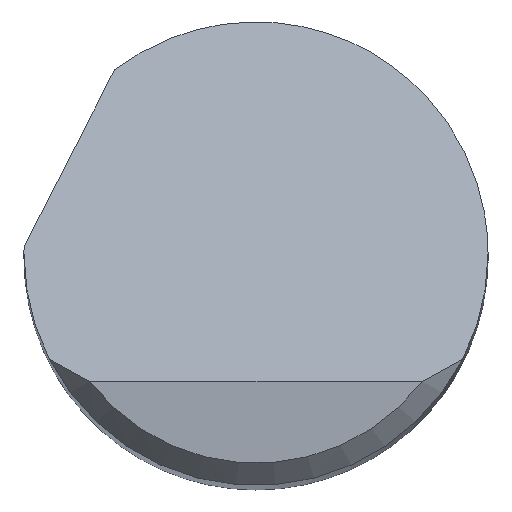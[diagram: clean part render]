
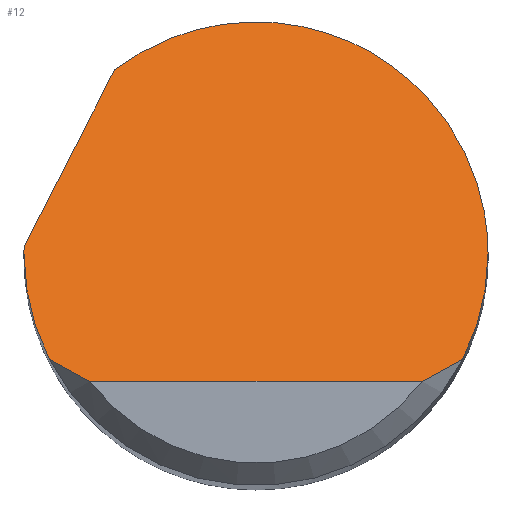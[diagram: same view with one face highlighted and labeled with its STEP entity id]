
A CAD part, top view. The second image highlights one B-rep face of the part: STEP entity #12.
In plain terms, the highlighted planar face has unit normal (0, 0.707, 0.707).
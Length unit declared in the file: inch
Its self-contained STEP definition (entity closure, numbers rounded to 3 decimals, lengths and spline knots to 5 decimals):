
#1 = CARTESIAN_POINT ( 'NONE',  ( 0., -0.08625, 3. ) ) ;
#12 = ADVANCED_FACE ( 'NONE', ( #327 ), #222, .F. ) ;
#14 = VERTEX_POINT ( 'NONE', #487 ) ;
#18 = ORIENTED_EDGE ( 'NONE', *, *, #281, .T. ) ;
#28 = CARTESIAN_POINT ( 'NONE',  ( -0.15622, 0.00333, 2.91042 ) ) ;
#31 = EDGE_CURVE ( 'NONE', #368, #100, #596, .T. ) ;
#85 =( BOUNDED_CURVE ( )  B_SPLINE_CURVE ( 3, ( #397, #554, #182, #391 ),
 .UNSPECIFIED., .F., .F. ) 
 B_SPLINE_CURVE_WITH_KNOTS ( ( 4, 4 ),
 ( 5.62792, 7.85398 ),
 .UNSPECIFIED. ) 
 CURVE ( )  GEOMETRIC_REPRESENTATION_ITEM ( )  RATIONAL_B_SPLINE_CURVE ( ( 1., 0.628, 0.628, 1. ) ) 
 REPRESENTATION_ITEM ( '' )  );
#86 = CARTESIAN_POINT ( 'NONE',  ( -0.09521, 0.12389, 2.78986 ) ) ;
#98 = CARTESIAN_POINT ( 'NONE',  ( 0.15625, 0., 2.91375 ) ) ;
#100 = VERTEX_POINT ( 'NONE', #180 ) ;
#102 = EDGE_CURVE ( 'NONE', #247, #698, #499, .T. ) ;
#150 = CARTESIAN_POINT ( 'NONE',  ( -0.15625, 0., 2.91375 ) ) ;
#151 = ORIENTED_EDGE ( 'NONE', *, *, #639, .F. ) ;
#164 = CARTESIAN_POINT ( 'NONE',  ( 0.13906, -0.07125, 2.985 ) ) ;
#169 = DIRECTION ( 'NONE',  ( 0., -0.707, -0.707 ) ) ;
#177 = CARTESIAN_POINT ( 'NONE',  ( 0.15625, 0., 2.91375 ) ) ;
#180 = CARTESIAN_POINT ( 'NONE',  ( -0.11186, -0.08625, 3. ) ) ;
#182 = CARTESIAN_POINT ( 'NONE',  ( 0.15625, 0.1488, 2.76495 ) ) ;
#201 = DIRECTION ( 'NONE',  ( 0.341, 0.665, -0.665 ) ) ;
#222 = PLANE ( 'NONE',  #242 ) ;
#223 = CARTESIAN_POINT ( 'NONE',  ( -0.15041, -0.04909, 2.96284 ) ) ;
#238 = CARTESIAN_POINT ( 'NONE',  ( -0.15625, 0., 2.91375 ) ) ;
#242 = AXIS2_PLACEMENT_3D ( 'NONE', #261, #169, #271 ) ;
#246 = LINE ( 'NONE', #1, #694 ) ;
#247 = VERTEX_POINT ( 'NONE', #150 ) ;
#250 = ORIENTED_EDGE ( 'NONE', *, *, #534, .F. ) ;
#254 = VECTOR ( 'NONE', #201, 39.37008 ) ;
#261 = CARTESIAN_POINT ( 'NONE',  ( -0.15625, -0.08625, 3. ) ) ;
#271 = DIRECTION ( 'NONE',  ( 0., 0.707, -0.707 ) ) ;
#274 = VERTEX_POINT ( 'NONE', #86 ) ;
#278 = CARTESIAN_POINT ( 'NONE',  ( -0.15617, 0.005, 2.90875 ) ) ;
#281 = EDGE_CURVE ( 'NONE', #100, #470, #246, .T. ) ;
#282 = ORIENTED_EDGE ( 'NONE', *, *, #434, .F. ) ;
#283 = CARTESIAN_POINT ( 'NONE',  ( -0.15625, -0.02489, 2.93864 ) ) ;
#308 =( BOUNDED_CURVE ( )  B_SPLINE_CURVE ( 3, ( #454, #223, #283, #238 ),
 .UNSPECIFIED., .F., .F. ) 
 B_SPLINE_CURVE_WITH_KNOTS ( ( 4, 4 ),
 ( 4.23889, 4.71239 ),
 .UNSPECIFIED. ) 
 CURVE ( )  GEOMETRIC_REPRESENTATION_ITEM ( )  RATIONAL_B_SPLINE_CURVE ( ( 1., 0.981, 0.981, 1. ) ) 
 REPRESENTATION_ITEM ( '' )  );
#327 = FACE_OUTER_BOUND ( 'NONE', #379, .T. ) ;
#339 = ORIENTED_EDGE ( 'NONE', *, *, #102, .F. ) ;
#359 = CARTESIAN_POINT ( 'NONE',  ( 0.12131, -0.0816, 2.99535 ) ) ;
#368 = VERTEX_POINT ( 'NONE', #533 ) ;
#378 = EDGE_CURVE ( 'NONE', #368, #247, #308, .T. ) ;
#379 = EDGE_LOOP ( 'NONE', ( #18, #428, #151, #282, #250, #339, #460, #675 ) ) ;
#386 = CARTESIAN_POINT ( 'NONE',  ( -0.12131, -0.0816, 2.99535 ) ) ;
#391 = CARTESIAN_POINT ( 'NONE',  ( 0.15625, 0., 2.91375 ) ) ;
#392 = CARTESIAN_POINT ( 'NONE',  ( -0.15625, 0., 2.91375 ) ) ;
#393 = B_SPLINE_CURVE_WITH_KNOTS ( 'NONE', 3,
 ( #630, #359, #415, #458 ),
 .UNSPECIFIED., .F., .F.,
 ( 4, 4 ),
 ( 0., 0.00088 ),
 .UNSPECIFIED. ) ;
#397 = CARTESIAN_POINT ( 'NONE',  ( -0.09521, 0.12389, 2.78986 ) ) ;
#402 = CARTESIAN_POINT ( 'NONE',  ( -0.19753, -0.07567, 2.98942 ) ) ;
#415 = CARTESIAN_POINT ( 'NONE',  ( 0.13035, -0.07657, 2.99032 ) ) ;
#421 = VERTEX_POINT ( 'NONE', #177 ) ;
#426 = CARTESIAN_POINT ( 'NONE',  ( 0.15041, -0.04909, 2.96284 ) ) ;
#428 = ORIENTED_EDGE ( 'NONE', *, *, #516, .T. ) ;
#433 = CARTESIAN_POINT ( 'NONE',  ( -0.13906, -0.07125, 2.985 ) ) ;
#434 = EDGE_CURVE ( 'NONE', #274, #421, #85, .T. ) ;
#454 = CARTESIAN_POINT ( 'NONE',  ( -0.13906, -0.07125, 2.985 ) ) ;
#458 = CARTESIAN_POINT ( 'NONE',  ( 0.13906, -0.07125, 2.985 ) ) ;
#460 = ORIENTED_EDGE ( 'NONE', *, *, #378, .F. ) ;
#468 = LINE ( 'NONE', #402, #254 ) ;
#469 = DIRECTION ( 'NONE',  ( 1., 0., 0. ) ) ;
#470 = VERTEX_POINT ( 'NONE', #611 ) ;
#487 = CARTESIAN_POINT ( 'NONE',  ( 0.13906, -0.07125, 2.985 ) ) ;
#499 =( BOUNDED_CURVE ( )  B_SPLINE_CURVE ( 3, ( #392, #674, #28, #278 ),
 .UNSPECIFIED., .F., .F. ) 
 B_SPLINE_CURVE_WITH_KNOTS ( ( 4, 4 ),
 ( 4.71239, 4.74439 ),
 .UNSPECIFIED. ) 
 CURVE ( )  GEOMETRIC_REPRESENTATION_ITEM ( )  RATIONAL_B_SPLINE_CURVE ( ( 1., 1., 1., 1. ) ) 
 REPRESENTATION_ITEM ( '' )  );
#516 = EDGE_CURVE ( 'NONE', #470, #14, #393, .T. ) ;
#525 =( BOUNDED_CURVE ( )  B_SPLINE_CURVE ( 3, ( #98, #536, #426, #164 ),
 .UNSPECIFIED., .F., .F. ) 
 B_SPLINE_CURVE_WITH_KNOTS ( ( 4, 4 ),
 ( 1.5708, 2.04429 ),
 .UNSPECIFIED. ) 
 CURVE ( )  GEOMETRIC_REPRESENTATION_ITEM ( )  RATIONAL_B_SPLINE_CURVE ( ( 1., 0.981, 0.981, 1. ) ) 
 REPRESENTATION_ITEM ( '' )  );
#533 = CARTESIAN_POINT ( 'NONE',  ( -0.13906, -0.07125, 2.985 ) ) ;
#534 = EDGE_CURVE ( 'NONE', #698, #274, #468, .T. ) ;
#536 = CARTESIAN_POINT ( 'NONE',  ( 0.15625, -0.02489, 2.93864 ) ) ;
#554 = CARTESIAN_POINT ( 'NONE',  ( 0.02277, 0.21456, 2.69919 ) ) ;
#595 = CARTESIAN_POINT ( 'NONE',  ( -0.11186, -0.08625, 3. ) ) ;
#596 = B_SPLINE_CURVE_WITH_KNOTS ( 'NONE', 3,
 ( #433, #652, #386, #595 ),
 .UNSPECIFIED., .F., .F.,
 ( 4, 4 ),
 ( 0., 0.00088 ),
 .UNSPECIFIED. ) ;
#604 = CARTESIAN_POINT ( 'NONE',  ( -0.15617, 0.005, 2.90875 ) ) ;
#611 = CARTESIAN_POINT ( 'NONE',  ( 0.11186, -0.08625, 3. ) ) ;
#630 = CARTESIAN_POINT ( 'NONE',  ( 0.11186, -0.08625, 3. ) ) ;
#639 = EDGE_CURVE ( 'NONE', #421, #14, #525, .T. ) ;
#652 = CARTESIAN_POINT ( 'NONE',  ( -0.13035, -0.07657, 2.99032 ) ) ;
#674 = CARTESIAN_POINT ( 'NONE',  ( -0.15625, 0.00167, 2.91208 ) ) ;
#675 = ORIENTED_EDGE ( 'NONE', *, *, #31, .T. ) ;
#694 = VECTOR ( 'NONE', #469, 39.37008 ) ;
#698 = VERTEX_POINT ( 'NONE', #604 ) ;
